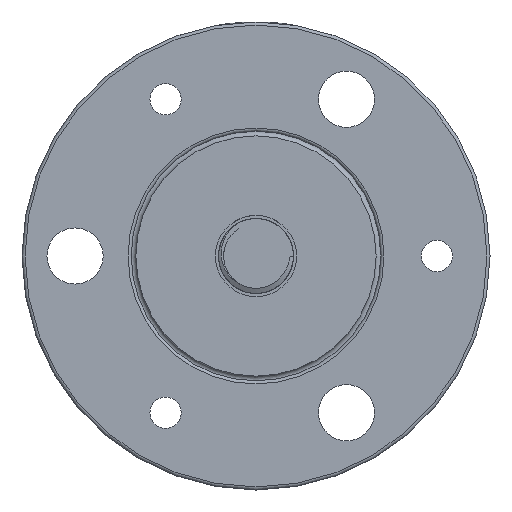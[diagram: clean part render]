
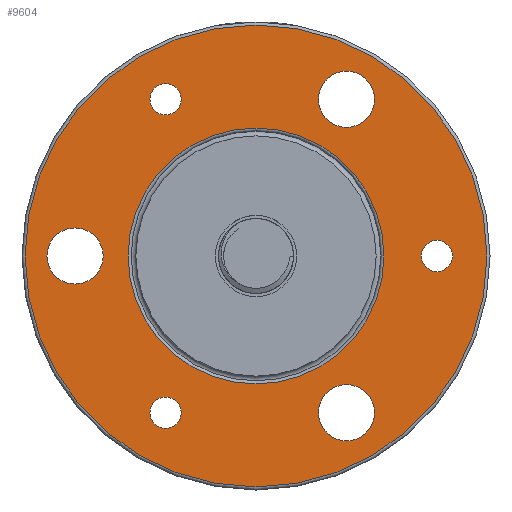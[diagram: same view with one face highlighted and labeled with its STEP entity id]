
A CAD part, left-side view. The second image highlights one B-rep face of the part: STEP entity #9604.
In plain terms, the highlighted planar face has unit normal (-1, 0, 0).
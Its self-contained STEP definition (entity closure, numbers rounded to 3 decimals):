
#268 = AXIS2_PLACEMENT_3D ( 'NONE', #7242, #10112, #6053 ) ;
#324 = EDGE_CURVE ( 'NONE', #3888, #3888, #6893, .T. ) ;
#728 = ORIENTED_EDGE ( 'NONE', *, *, #13085, .T. ) ;
#799 = EDGE_LOOP ( 'NONE', ( #9790 ) ) ;
#869 = EDGE_CURVE ( 'NONE', #14270, #14270, #10957, .T. ) ;
#950 = FACE_BOUND ( 'NONE', #1135, .T. ) ;
#1022 = AXIS2_PLACEMENT_3D ( 'NONE', #8567, #10858, #5869 ) ;
#1135 = EDGE_LOOP ( 'NONE', ( #728 ) ) ;
#1184 = FACE_BOUND ( 'NONE', #11586, .T. ) ;
#1668 = VERTEX_POINT ( 'NONE', #6854 ) ;
#1830 = CARTESIAN_POINT ( 'NONE',  ( 0., -14.5, 25.115 ) ) ;
#1839 = CIRCLE ( 'NONE', #8632, 20.5 ) ;
#3032 = ORIENTED_EDGE ( 'NONE', *, *, #324, .T. ) ;
#3151 = EDGE_CURVE ( 'NONE', #7775, #7775, #15205, .T. ) ;
#3202 = CARTESIAN_POINT ( 'NONE',  ( 0., 29., -4.5 ) ) ;
#3756 = FACE_BOUND ( 'NONE', #8326, .T. ) ;
#3803 = CIRCLE ( 'NONE', #268, 4.5 ) ;
#3811 = DIRECTION ( 'NONE',  ( 1., 0., 0. ) ) ;
#3888 = VERTEX_POINT ( 'NONE', #9128 ) ;
#4088 = CARTESIAN_POINT ( 'NONE',  ( 0., 0., 0. ) ) ;
#4224 = CARTESIAN_POINT ( 'NONE',  ( 0., 14.5, -25.115 ) ) ;
#4228 = CARTESIAN_POINT ( 'NONE',  ( 0., 0., -37. ) ) ;
#4364 = ORIENTED_EDGE ( 'NONE', *, *, #3151, .T. ) ;
#4801 = AXIS2_PLACEMENT_3D ( 'NONE', #15394, #12766, #8984 ) ;
#5657 = VERTEX_POINT ( 'NONE', #3202 ) ;
#5858 = CARTESIAN_POINT ( 'NONE',  ( 0., -29., 0. ) ) ;
#5869 = DIRECTION ( 'NONE',  ( 0., 0., -1. ) ) ;
#6053 = DIRECTION ( 'NONE',  ( 0., 0., -1. ) ) ;
#6286 = CIRCLE ( 'NONE', #12210, 4.5 ) ;
#6375 = EDGE_CURVE ( 'NONE', #14192, #14192, #6286, .T. ) ;
#6387 = FACE_BOUND ( 'NONE', #799, .T. ) ;
#6854 = CARTESIAN_POINT ( 'NONE',  ( 0., -14.5, -29.615 ) ) ;
#6893 = CIRCLE ( 'NONE', #12528, 2.5 ) ;
#7242 = CARTESIAN_POINT ( 'NONE',  ( 0., 29., 0. ) ) ;
#7412 = FACE_BOUND ( 'NONE', #13121, .T. ) ;
#7575 = CARTESIAN_POINT ( 'NONE',  ( 0., 0., -20. ) ) ;
#7699 = CARTESIAN_POINT ( 'NONE',  ( 0., 14.5, 22.615 ) ) ;
#7775 = VERTEX_POINT ( 'NONE', #7699 ) ;
#8109 = VERTEX_POINT ( 'NONE', #16153 ) ;
#8326 = EDGE_LOOP ( 'NONE', ( #12593 ) ) ;
#8567 = CARTESIAN_POINT ( 'NONE',  ( 0., -14.5, -25.115 ) ) ;
#8632 = AXIS2_PLACEMENT_3D ( 'NONE', #4088, #14485, #12866 ) ;
#8678 = FACE_OUTER_BOUND ( 'NONE', #11891, .T. ) ;
#8833 = FACE_BOUND ( 'NONE', #9642, .T. ) ;
#8935 = EDGE_CURVE ( 'NONE', #10735, #10735, #11017, .T. ) ;
#8984 = DIRECTION ( 'NONE',  ( 0., 0., -1. ) ) ;
#9128 = CARTESIAN_POINT ( 'NONE',  ( 0., 14.5, -27.615 ) ) ;
#9604 = ADVANCED_FACE ( 'NONE', ( #3756, #8678, #1184, #7412, #6387, #13813, #8833, #950 ), #13971, .F. ) ;
#9614 = ORIENTED_EDGE ( 'NONE', *, *, #11232, .T. ) ;
#9642 = EDGE_LOOP ( 'NONE', ( #9614 ) ) ;
#9681 = EDGE_CURVE ( 'NONE', #8109, #8109, #1839, .T. ) ;
#9790 = ORIENTED_EDGE ( 'NONE', *, *, #869, .T. ) ;
#10112 = DIRECTION ( 'NONE',  ( 1., 0., 0. ) ) ;
#10735 = VERTEX_POINT ( 'NONE', #4228 ) ;
#10858 = DIRECTION ( 'NONE',  ( 1., 0., 0. ) ) ;
#10957 = CIRCLE ( 'NONE', #13900, 2.5 ) ;
#11016 = DIRECTION ( 'NONE',  ( 1., 0., 0. ) ) ;
#11017 = CIRCLE ( 'NONE', #4801, 37. ) ;
#11232 = EDGE_CURVE ( 'NONE', #1668, #1668, #11575, .T. ) ;
#11575 = CIRCLE ( 'NONE', #1022, 4.5 ) ;
#11586 = EDGE_LOOP ( 'NONE', ( #3032 ) ) ;
#11891 = EDGE_LOOP ( 'NONE', ( #14750 ) ) ;
#11916 = CARTESIAN_POINT ( 'NONE',  ( 0., -14.5, 20.615 ) ) ;
#12210 = AXIS2_PLACEMENT_3D ( 'NONE', #1830, #16080, #15998 ) ;
#12528 = AXIS2_PLACEMENT_3D ( 'NONE', #4224, #14606, #12994 ) ;
#12593 = ORIENTED_EDGE ( 'NONE', *, *, #9681, .T. ) ;
#12710 = DIRECTION ( 'NONE',  ( 1., 0., 0. ) ) ;
#12766 = DIRECTION ( 'NONE',  ( -1., 0., 0. ) ) ;
#12866 = DIRECTION ( 'NONE',  ( 0., 0., -1. ) ) ;
#12994 = DIRECTION ( 'NONE',  ( 0., 0., -1. ) ) ;
#13085 = EDGE_CURVE ( 'NONE', #5657, #5657, #3803, .T. ) ;
#13121 = EDGE_LOOP ( 'NONE', ( #4364 ) ) ;
#13813 = FACE_BOUND ( 'NONE', #14764, .T. ) ;
#13900 = AXIS2_PLACEMENT_3D ( 'NONE', #5858, #11016, #15138 ) ;
#13971 = PLANE ( 'NONE',  #15933 ) ;
#14144 = DIRECTION ( 'NONE',  ( 0., 0., -1. ) ) ;
#14192 = VERTEX_POINT ( 'NONE', #11916 ) ;
#14270 = VERTEX_POINT ( 'NONE', #15547 ) ;
#14485 = DIRECTION ( 'NONE',  ( 1., 0., 0. ) ) ;
#14606 = DIRECTION ( 'NONE',  ( 1., 0., 0. ) ) ;
#14750 = ORIENTED_EDGE ( 'NONE', *, *, #8935, .T. ) ;
#14764 = EDGE_LOOP ( 'NONE', ( #15380 ) ) ;
#14897 = DIRECTION ( 'NONE',  ( 0., 0., -1. ) ) ;
#15138 = DIRECTION ( 'NONE',  ( 0., 0., -1. ) ) ;
#15205 = CIRCLE ( 'NONE', #15480, 2.5 ) ;
#15380 = ORIENTED_EDGE ( 'NONE', *, *, #6375, .T. ) ;
#15394 = CARTESIAN_POINT ( 'NONE',  ( 0., 0., 0. ) ) ;
#15480 = AXIS2_PLACEMENT_3D ( 'NONE', #16201, #3811, #14897 ) ;
#15547 = CARTESIAN_POINT ( 'NONE',  ( 0., -29., -2.5 ) ) ;
#15933 = AXIS2_PLACEMENT_3D ( 'NONE', #7575, #12710, #14144 ) ;
#15998 = DIRECTION ( 'NONE',  ( 0., 0., -1. ) ) ;
#16080 = DIRECTION ( 'NONE',  ( 1., 0., 0. ) ) ;
#16153 = CARTESIAN_POINT ( 'NONE',  ( 0., 0., -20.5 ) ) ;
#16201 = CARTESIAN_POINT ( 'NONE',  ( 0., 14.5, 25.115 ) ) ;
